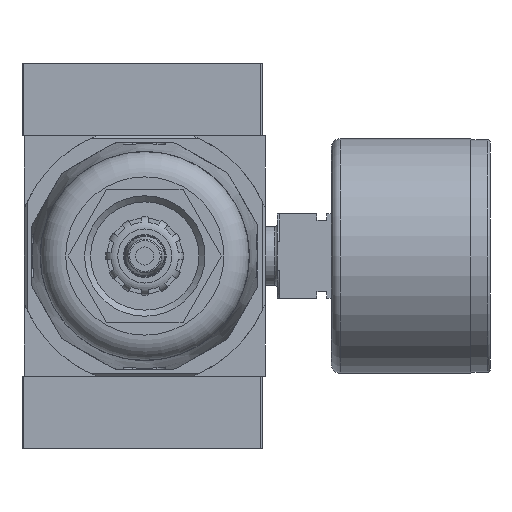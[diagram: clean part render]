
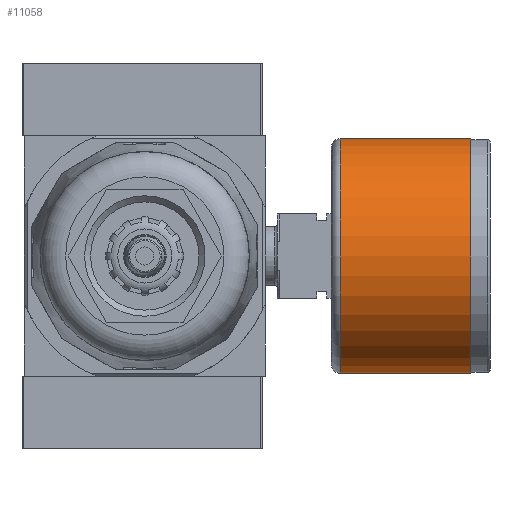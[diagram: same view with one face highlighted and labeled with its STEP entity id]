
A CAD part, front view. The second image highlights one B-rep face of the part: STEP entity #11058.
In plain terms, the highlighted cylindrical face has radius 19.5 mm (diameter 39 mm), a full revolution.
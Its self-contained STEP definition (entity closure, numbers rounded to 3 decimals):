
#212=CYLINDRICAL_SURFACE('',#11934,19.5);
#3504=ORIENTED_EDGE('',*,*,#5309,.F.);
#3505=ORIENTED_EDGE('',*,*,#5310,.T.);
#5309=EDGE_CURVE('',#6353,#6353,#6974,.T.);
#5310=EDGE_CURVE('',#6354,#6354,#6975,.T.);
#6353=VERTEX_POINT('',#17339);
#6354=VERTEX_POINT('',#17342);
#6974=CIRCLE('',#11933,19.5);
#6975=CIRCLE('',#11935,19.5);
#7570=EDGE_LOOP('',(#3504));
#7571=EDGE_LOOP('',(#3505));
#8300=FACE_BOUND('',#7570,.T.);
#8301=FACE_BOUND('',#7571,.T.);
#11058=ADVANCED_FACE('',(#8300,#8301),#212,.T.);
#11933=AXIS2_PLACEMENT_3D('',#17338,#13962,#13963);
#11934=AXIS2_PLACEMENT_3D('',#17340,#13964,#13965);
#11935=AXIS2_PLACEMENT_3D('',#17341,#13966,#13967);
#13962=DIRECTION('',(1.,0.,0.));
#13963=DIRECTION('',(0.,0.,-1.));
#13964=DIRECTION('',(1.,0.,0.));
#13965=DIRECTION('',(0.,0.,-1.));
#13966=DIRECTION('',(1.,0.,0.));
#13967=DIRECTION('',(0.,0.,-1.));
#17338=CARTESIAN_POINT('',(-3.2,0.,0.));
#17339=CARTESIAN_POINT('',(-3.2,0.,-19.5));
#17340=CARTESIAN_POINT('',(0.,0.,0.));
#17341=CARTESIAN_POINT('',(-24.85,0.,0.));
#17342=CARTESIAN_POINT('',(-24.85,0.,-19.5));
